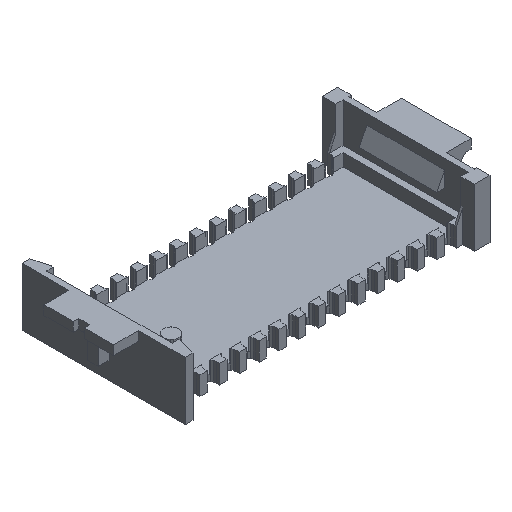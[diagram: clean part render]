
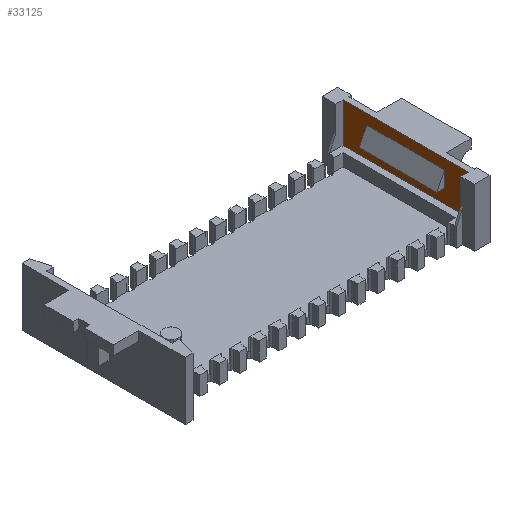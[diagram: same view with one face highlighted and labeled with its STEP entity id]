
A CAD part, isometric view. The second image highlights one B-rep face of the part: STEP entity #33125.
In plain terms, the highlighted planar face has unit normal (-1, 0, 0).
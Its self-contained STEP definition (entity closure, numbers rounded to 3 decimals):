
#14711 = PLANE('',#14712);
#14712 = AXIS2_PLACEMENT_3D('',#14713,#14714,#14715);
#14713 = CARTESIAN_POINT('',(-19.05,-8.05,-1.34));
#14714 = DIRECTION('',(0.,0.,1.));
#14715 = DIRECTION('',(1.,0.,0.));
#31537 = PLANE('',#31538);
#31538 = AXIS2_PLACEMENT_3D('',#31539,#31540,#31541);
#31539 = CARTESIAN_POINT('',(-19.05,8.05,-1.34));
#31540 = DIRECTION('',(0.,1.,0.));
#31541 = DIRECTION('',(0.,0.,1.));
#31589 = PLANE('',#31590);
#31590 = AXIS2_PLACEMENT_3D('',#31591,#31592,#31593);
#31591 = CARTESIAN_POINT('',(-19.05,-8.05,-1.34));
#31592 = DIRECTION('',(0.,1.,0.));
#31593 = DIRECTION('',(0.,0.,1.));
#33029 = VERTEX_POINT('',#33030);
#33030 = CARTESIAN_POINT('',(19.05,8.05,3.74));
#33044 = PLANE('',#33045);
#33045 = AXIS2_PLACEMENT_3D('',#33046,#33047,#33048);
#33046 = CARTESIAN_POINT('',(20.124,0.,3.74));
#33047 = DIRECTION('',(0.,0.,1.));
#33048 = DIRECTION('',(1.,0.,0.));
#33056 = EDGE_CURVE('',#33057,#33029,#33059,.T.);
#33057 = VERTEX_POINT('',#33058);
#33058 = CARTESIAN_POINT('',(19.05,8.05,-1.34));
#33059 = SURFACE_CURVE('',#33060,(#33064,#33071),.PCURVE_S1.);
#33060 = LINE('',#33061,#33062);
#33061 = CARTESIAN_POINT('',(19.05,8.05,-1.34));
#33062 = VECTOR('',#33063,1.);
#33063 = DIRECTION('',(0.,0.,1.));
#33064 = PCURVE('',#31537,#33065);
#33065 = DEFINITIONAL_REPRESENTATION('',(#33066),#33070);
#33066 = LINE('',#33067,#33068);
#33067 = CARTESIAN_POINT('',(0.,38.1));
#33068 = VECTOR('',#33069,1.);
#33069 = DIRECTION('',(1.,0.));
#33070 = ( GEOMETRIC_REPRESENTATION_CONTEXT(2) 
PARAMETRIC_REPRESENTATION_CONTEXT() REPRESENTATION_CONTEXT('2D SPACE',''
  ) );
#33071 = PCURVE('',#33072,#33077);
#33072 = PLANE('',#33073);
#33073 = AXIS2_PLACEMENT_3D('',#33074,#33075,#33076);
#33074 = CARTESIAN_POINT('',(19.05,-8.05,-1.34));
#33075 = DIRECTION('',(1.,0.,0.));
#33076 = DIRECTION('',(0.,0.,1.));
#33077 = DEFINITIONAL_REPRESENTATION('',(#33078),#33082);
#33078 = LINE('',#33079,#33080);
#33079 = CARTESIAN_POINT('',(0.,-16.1));
#33080 = VECTOR('',#33081,1.);
#33081 = DIRECTION('',(1.,0.));
#33082 = ( GEOMETRIC_REPRESENTATION_CONTEXT(2) 
PARAMETRIC_REPRESENTATION_CONTEXT() REPRESENTATION_CONTEXT('2D SPACE',''
  ) );
#33125 = ADVANCED_FACE('',(#33126,#33195),#33072,.F.);
#33126 = FACE_BOUND('',#33127,.F.);
#33127 = EDGE_LOOP('',(#33128,#33153,#33174,#33175));
#33128 = ORIENTED_EDGE('',*,*,#33129,.F.);
#33129 = EDGE_CURVE('',#33130,#33132,#33134,.T.);
#33130 = VERTEX_POINT('',#33131);
#33131 = CARTESIAN_POINT('',(19.05,-8.05,-1.34));
#33132 = VERTEX_POINT('',#33133);
#33133 = CARTESIAN_POINT('',(19.05,-8.05,3.74));
#33134 = SURFACE_CURVE('',#33135,(#33139,#33146),.PCURVE_S1.);
#33135 = LINE('',#33136,#33137);
#33136 = CARTESIAN_POINT('',(19.05,-8.05,-1.34));
#33137 = VECTOR('',#33138,1.);
#33138 = DIRECTION('',(0.,0.,1.));
#33139 = PCURVE('',#33072,#33140);
#33140 = DEFINITIONAL_REPRESENTATION('',(#33141),#33145);
#33141 = LINE('',#33142,#33143);
#33142 = CARTESIAN_POINT('',(0.,0.));
#33143 = VECTOR('',#33144,1.);
#33144 = DIRECTION('',(1.,0.));
#33145 = ( GEOMETRIC_REPRESENTATION_CONTEXT(2) 
PARAMETRIC_REPRESENTATION_CONTEXT() REPRESENTATION_CONTEXT('2D SPACE',''
  ) );
#33146 = PCURVE('',#31589,#33147);
#33147 = DEFINITIONAL_REPRESENTATION('',(#33148),#33152);
#33148 = LINE('',#33149,#33150);
#33149 = CARTESIAN_POINT('',(0.,38.1));
#33150 = VECTOR('',#33151,1.);
#33151 = DIRECTION('',(1.,0.));
#33152 = ( GEOMETRIC_REPRESENTATION_CONTEXT(2) 
PARAMETRIC_REPRESENTATION_CONTEXT() REPRESENTATION_CONTEXT('2D SPACE',''
  ) );
#33153 = ORIENTED_EDGE('',*,*,#33154,.T.);
#33154 = EDGE_CURVE('',#33130,#33057,#33155,.T.);
#33155 = SURFACE_CURVE('',#33156,(#33160,#33167),.PCURVE_S1.);
#33156 = LINE('',#33157,#33158);
#33157 = CARTESIAN_POINT('',(19.05,-8.05,-1.34));
#33158 = VECTOR('',#33159,1.);
#33159 = DIRECTION('',(0.,1.,0.));
#33160 = PCURVE('',#33072,#33161);
#33161 = DEFINITIONAL_REPRESENTATION('',(#33162),#33166);
#33162 = LINE('',#33163,#33164);
#33163 = CARTESIAN_POINT('',(0.,0.));
#33164 = VECTOR('',#33165,1.);
#33165 = DIRECTION('',(0.,-1.));
#33166 = ( GEOMETRIC_REPRESENTATION_CONTEXT(2) 
PARAMETRIC_REPRESENTATION_CONTEXT() REPRESENTATION_CONTEXT('2D SPACE',''
  ) );
#33167 = PCURVE('',#14711,#33168);
#33168 = DEFINITIONAL_REPRESENTATION('',(#33169),#33173);
#33169 = LINE('',#33170,#33171);
#33170 = CARTESIAN_POINT('',(38.1,0.));
#33171 = VECTOR('',#33172,1.);
#33172 = DIRECTION('',(0.,1.));
#33173 = ( GEOMETRIC_REPRESENTATION_CONTEXT(2) 
PARAMETRIC_REPRESENTATION_CONTEXT() REPRESENTATION_CONTEXT('2D SPACE',''
  ) );
#33174 = ORIENTED_EDGE('',*,*,#33056,.T.);
#33175 = ORIENTED_EDGE('',*,*,#33176,.F.);
#33176 = EDGE_CURVE('',#33132,#33029,#33177,.T.);
#33177 = SURFACE_CURVE('',#33178,(#33182,#33188),.PCURVE_S1.);
#33178 = LINE('',#33179,#33180);
#33179 = CARTESIAN_POINT('',(19.05,-8.175,3.74));
#33180 = VECTOR('',#33181,1.);
#33181 = DIRECTION('',(0.,1.,0.));
#33182 = PCURVE('',#33072,#33183);
#33183 = DEFINITIONAL_REPRESENTATION('',(#33184),#33187);
#33184 = B_SPLINE_CURVE_WITH_KNOTS('',1,(#33185,#33186),.UNSPECIFIED.,
  .F.,.F.,(2,2),(-1.485,17.835),.PIECEWISE_BEZIER_KNOTS.);
#33185 = CARTESIAN_POINT('',(5.08,1.61));
#33186 = CARTESIAN_POINT('',(5.08,-17.71));
#33187 = ( GEOMETRIC_REPRESENTATION_CONTEXT(2) 
PARAMETRIC_REPRESENTATION_CONTEXT() REPRESENTATION_CONTEXT('2D SPACE',''
  ) );
#33188 = PCURVE('',#33044,#33189);
#33189 = DEFINITIONAL_REPRESENTATION('',(#33190),#33194);
#33190 = LINE('',#33191,#33192);
#33191 = CARTESIAN_POINT('',(-1.074,-8.175));
#33192 = VECTOR('',#33193,1.);
#33193 = DIRECTION('',(0.,1.));
#33194 = ( GEOMETRIC_REPRESENTATION_CONTEXT(2) 
PARAMETRIC_REPRESENTATION_CONTEXT() REPRESENTATION_CONTEXT('2D SPACE',''
  ) );
#33195 = FACE_BOUND('',#33196,.F.);
#33196 = EDGE_LOOP('',(#33197,#33227,#33255,#33283));
#33197 = ORIENTED_EDGE('',*,*,#33198,.F.);
#33198 = EDGE_CURVE('',#33199,#33201,#33203,.T.);
#33199 = VERTEX_POINT('',#33200);
#33200 = CARTESIAN_POINT('',(19.05,5.,0.46));
#33201 = VERTEX_POINT('',#33202);
#33202 = CARTESIAN_POINT('',(19.05,5.,2.46));
#33203 = SURFACE_CURVE('',#33204,(#33208,#33215),.PCURVE_S1.);
#33204 = LINE('',#33205,#33206);
#33205 = CARTESIAN_POINT('',(19.05,5.,0.46));
#33206 = VECTOR('',#33207,1.);
#33207 = DIRECTION('',(0.,0.,1.));
#33208 = PCURVE('',#33072,#33209);
#33209 = DEFINITIONAL_REPRESENTATION('',(#33210),#33214);
#33210 = LINE('',#33211,#33212);
#33211 = CARTESIAN_POINT('',(1.8,-13.05));
#33212 = VECTOR('',#33213,1.);
#33213 = DIRECTION('',(1.,0.));
#33214 = ( GEOMETRIC_REPRESENTATION_CONTEXT(2) 
PARAMETRIC_REPRESENTATION_CONTEXT() REPRESENTATION_CONTEXT('2D SPACE',''
  ) );
#33215 = PCURVE('',#33216,#33221);
#33216 = PLANE('',#33217);
#33217 = AXIS2_PLACEMENT_3D('',#33218,#33219,#33220);
#33218 = CARTESIAN_POINT('',(18.741,5.,1.269));
#33219 = DIRECTION('',(0.,1.,0.));
#33220 = DIRECTION('',(-1.,0.,0.));
#33221 = DEFINITIONAL_REPRESENTATION('',(#33222),#33226);
#33222 = LINE('',#33223,#33224);
#33223 = CARTESIAN_POINT('',(-0.309,-0.809));
#33224 = VECTOR('',#33225,1.);
#33225 = DIRECTION('',(-0.,1.));
#33226 = ( GEOMETRIC_REPRESENTATION_CONTEXT(2) 
PARAMETRIC_REPRESENTATION_CONTEXT() REPRESENTATION_CONTEXT('2D SPACE',''
  ) );
#33227 = ORIENTED_EDGE('',*,*,#33228,.T.);
#33228 = EDGE_CURVE('',#33199,#33229,#33231,.T.);
#33229 = VERTEX_POINT('',#33230);
#33230 = CARTESIAN_POINT('',(19.05,-5.,0.46));
#33231 = SURFACE_CURVE('',#33232,(#33236,#33243),.PCURVE_S1.);
#33232 = LINE('',#33233,#33234);
#33233 = CARTESIAN_POINT('',(19.05,5.,0.46));
#33234 = VECTOR('',#33235,1.);
#33235 = DIRECTION('',(0.,-1.,0.));
#33236 = PCURVE('',#33072,#33237);
#33237 = DEFINITIONAL_REPRESENTATION('',(#33238),#33242);
#33238 = LINE('',#33239,#33240);
#33239 = CARTESIAN_POINT('',(1.8,-13.05));
#33240 = VECTOR('',#33241,1.);
#33241 = DIRECTION('',(0.,1.));
#33242 = ( GEOMETRIC_REPRESENTATION_CONTEXT(2) 
PARAMETRIC_REPRESENTATION_CONTEXT() REPRESENTATION_CONTEXT('2D SPACE',''
  ) );
#33243 = PCURVE('',#33244,#33249);
#33244 = PLANE('',#33245);
#33245 = AXIS2_PLACEMENT_3D('',#33246,#33247,#33248);
#33246 = CARTESIAN_POINT('',(18.05,5.,0.46));
#33247 = DIRECTION('',(-0.,0.,-1.));
#33248 = DIRECTION('',(-1.,0.,0.));
#33249 = DEFINITIONAL_REPRESENTATION('',(#33250),#33254);
#33250 = LINE('',#33251,#33252);
#33251 = CARTESIAN_POINT('',(-1.,0.));
#33252 = VECTOR('',#33253,1.);
#33253 = DIRECTION('',(-0.,-1.));
#33254 = ( GEOMETRIC_REPRESENTATION_CONTEXT(2) 
PARAMETRIC_REPRESENTATION_CONTEXT() REPRESENTATION_CONTEXT('2D SPACE',''
  ) );
#33255 = ORIENTED_EDGE('',*,*,#33256,.T.);
#33256 = EDGE_CURVE('',#33229,#33257,#33259,.T.);
#33257 = VERTEX_POINT('',#33258);
#33258 = CARTESIAN_POINT('',(19.05,-5.,2.46));
#33259 = SURFACE_CURVE('',#33260,(#33264,#33271),.PCURVE_S1.);
#33260 = LINE('',#33261,#33262);
#33261 = CARTESIAN_POINT('',(19.05,-5.,0.46));
#33262 = VECTOR('',#33263,1.);
#33263 = DIRECTION('',(0.,0.,1.));
#33264 = PCURVE('',#33072,#33265);
#33265 = DEFINITIONAL_REPRESENTATION('',(#33266),#33270);
#33266 = LINE('',#33267,#33268);
#33267 = CARTESIAN_POINT('',(1.8,-3.05));
#33268 = VECTOR('',#33269,1.);
#33269 = DIRECTION('',(1.,0.));
#33270 = ( GEOMETRIC_REPRESENTATION_CONTEXT(2) 
PARAMETRIC_REPRESENTATION_CONTEXT() REPRESENTATION_CONTEXT('2D SPACE',''
  ) );
#33271 = PCURVE('',#33272,#33277);
#33272 = PLANE('',#33273);
#33273 = AXIS2_PLACEMENT_3D('',#33274,#33275,#33276);
#33274 = CARTESIAN_POINT('',(18.741,-5.,1.269));
#33275 = DIRECTION('',(0.,1.,0.));
#33276 = DIRECTION('',(-1.,0.,0.));
#33277 = DEFINITIONAL_REPRESENTATION('',(#33278),#33282);
#33278 = LINE('',#33279,#33280);
#33279 = CARTESIAN_POINT('',(-0.309,-0.809));
#33280 = VECTOR('',#33281,1.);
#33281 = DIRECTION('',(-0.,1.));
#33282 = ( GEOMETRIC_REPRESENTATION_CONTEXT(2) 
PARAMETRIC_REPRESENTATION_CONTEXT() REPRESENTATION_CONTEXT('2D SPACE',''
  ) );
#33283 = ORIENTED_EDGE('',*,*,#33284,.F.);
#33284 = EDGE_CURVE('',#33201,#33257,#33285,.T.);
#33285 = SURFACE_CURVE('',#33286,(#33290,#33297),.PCURVE_S1.);
#33286 = LINE('',#33287,#33288);
#33287 = CARTESIAN_POINT('',(19.05,5.,2.46));
#33288 = VECTOR('',#33289,1.);
#33289 = DIRECTION('',(0.,-1.,0.));
#33290 = PCURVE('',#33072,#33291);
#33291 = DEFINITIONAL_REPRESENTATION('',(#33292),#33296);
#33292 = LINE('',#33293,#33294);
#33293 = CARTESIAN_POINT('',(3.8,-13.05));
#33294 = VECTOR('',#33295,1.);
#33295 = DIRECTION('',(0.,1.));
#33296 = ( GEOMETRIC_REPRESENTATION_CONTEXT(2) 
PARAMETRIC_REPRESENTATION_CONTEXT() REPRESENTATION_CONTEXT('2D SPACE',''
  ) );
#33297 = PCURVE('',#33298,#33303);
#33298 = PLANE('',#33299);
#33299 = AXIS2_PLACEMENT_3D('',#33300,#33301,#33302);
#33300 = CARTESIAN_POINT('',(19.05,5.,2.46));
#33301 = DIRECTION('',(-0.894,0.,0.447));
#33302 = DIRECTION('',(0.447,0.,0.894));
#33303 = DEFINITIONAL_REPRESENTATION('',(#33304),#33308);
#33304 = LINE('',#33305,#33306);
#33305 = CARTESIAN_POINT('',(0.,-0.));
#33306 = VECTOR('',#33307,1.);
#33307 = DIRECTION('',(-0.,-1.));
#33308 = ( GEOMETRIC_REPRESENTATION_CONTEXT(2) 
PARAMETRIC_REPRESENTATION_CONTEXT() REPRESENTATION_CONTEXT('2D SPACE',''
  ) );
